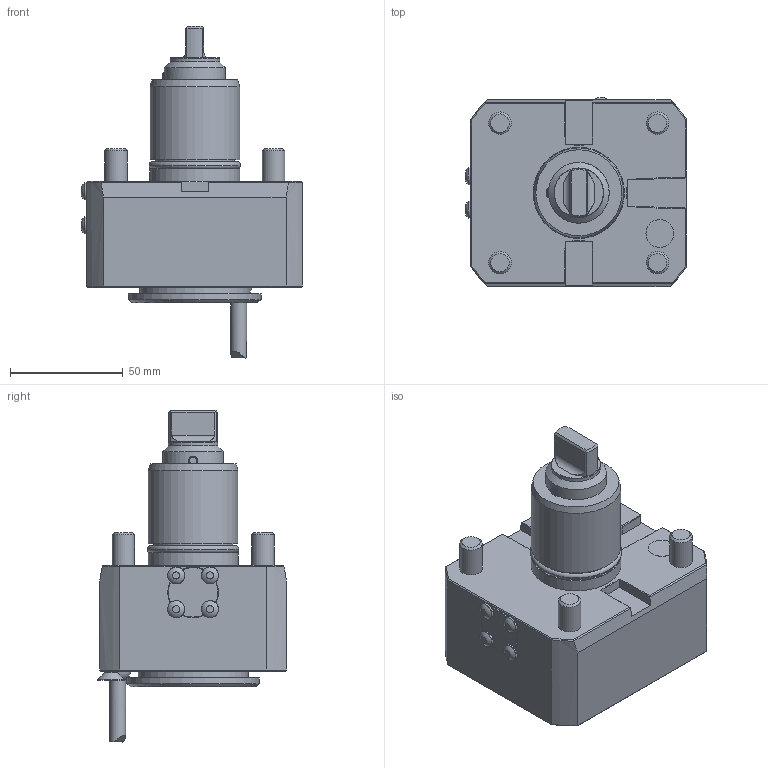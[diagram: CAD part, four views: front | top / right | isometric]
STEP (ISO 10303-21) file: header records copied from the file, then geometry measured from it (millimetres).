
FILE_DESCRIPTION(/* description */ (''),/* implementation_level */ '2;1');
FILE_NAME(/* name */ '1616149712802.stp',/* time_stamp */ '2021-03-19T11:28:41+01:00',/* author */ (''),/* organization */ ('SMS'),/* preprocessor_version */ 'ST-DEVELOPER v16.7',/* originating_system */ 'SIEMENS PLM Software NX 12.0',/* authorisation */ '');
FILE_SCHEMA (('AUTOMOTIVE_DESIGN { 1 0 10303 214 3 1 1 1 }'));
Length unit declared in the file: millimetre
Products named in the file (1): 203439974mod000_00
Bounding box: 98.5 x 83.99 x 147.46 mm (x, y, z)
Volume: 437805.5 mm3; surface area: 48323.9 mm2
Topology: 1 solids, 1 shells, 192 faces, 481 edges, 321 vertices
Faces by surface type: plane 93, cylinder 39, cone 35, bspline 18, sphere 5, torus 2
Full cylindrical faces by diameter (mm): 2 x1, 5.994 x1, 6.993 x1, 9.99 x4, 11.988 x1, 12.388 x1, 21.978 x1, 26.973 x1, 35.2 x2, 37.962 x1, 39.8 x1, 40 x1, 40.559 x1, 48.951 x1, 54.945 x1, 58.941 x1
Entity records: 6468 total; most frequent: CARTESIAN_POINT 2288, ORIENTED_EDGE 814, DIRECTION 790, EDGE_CURVE 407, AXIS2_PLACEMENT_3D 309, VERTEX_POINT 291, EDGE_LOOP 274, ADVANCED_FACE 192
